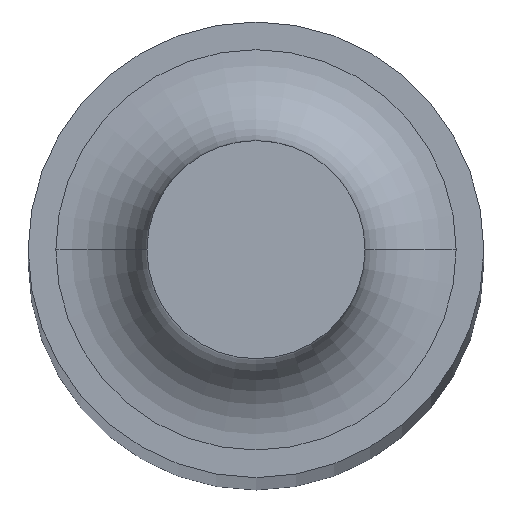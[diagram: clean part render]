
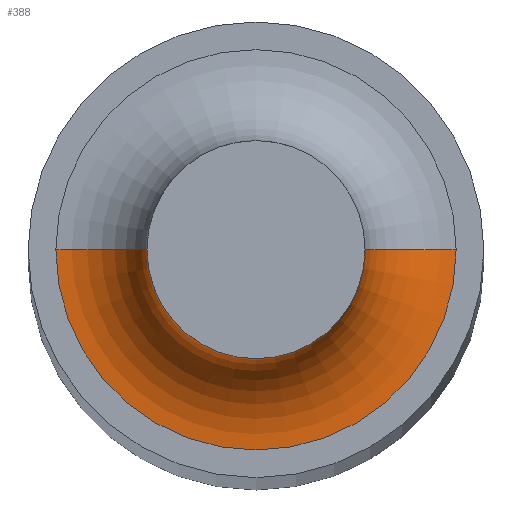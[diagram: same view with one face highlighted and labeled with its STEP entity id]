
A CAD part, top view. The second image highlights one B-rep face of the part: STEP entity #388.
In plain terms, the highlighted toroidal (fillet/blend) face has major radius 1.395 mm and minor radius 0.635 mm.
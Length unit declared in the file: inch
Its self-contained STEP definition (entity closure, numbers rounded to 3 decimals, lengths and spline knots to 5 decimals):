
#13 = CARTESIAN_POINT ( 'NONE',  ( 0., 0., 1.995 ) ) ;
#24 = EDGE_LOOP ( 'NONE', ( #391, #141, #115, #150 ) ) ;
#25 = EDGE_CURVE ( 'NONE', #368, #276, #77, .T. ) ;
#36 = CARTESIAN_POINT ( 'NONE',  ( 0.05491, 0., 1.97 ) ) ;
#54 = FACE_OUTER_BOUND ( 'NONE', #24, .T. ) ;
#57 = TOROIDAL_SURFACE ( 'NONE', #71, 0.05491, 0.025 ) ;
#68 = DIRECTION ( 'NONE',  ( 0., 0., 1. ) ) ;
#71 = AXIS2_PLACEMENT_3D ( 'NONE', #275, #334, #361 ) ;
#77 = CIRCLE ( 'NONE', #166, 0.025 ) ;
#80 = DIRECTION ( 'NONE',  ( 0., 0., -1. ) ) ;
#81 = CIRCLE ( 'NONE', #154, 0.025 ) ;
#83 = DIRECTION ( 'NONE',  ( -1., 0., 0. ) ) ;
#98 = CARTESIAN_POINT ( 'NONE',  ( -0.05491, 0., 1.995 ) ) ;
#115 = ORIENTED_EDGE ( 'NONE', *, *, #299, .T. ) ;
#116 = DIRECTION ( 'NONE',  ( -1., 0., 0. ) ) ;
#140 = CIRCLE ( 'NONE', #270, 0.02991 ) ;
#141 = ORIENTED_EDGE ( 'NONE', *, *, #330, .T. ) ;
#150 = ORIENTED_EDGE ( 'NONE', *, *, #336, .F. ) ;
#154 = AXIS2_PLACEMENT_3D ( 'NONE', #98, #192, #68 ) ;
#166 = AXIS2_PLACEMENT_3D ( 'NONE', #355, #385, #383 ) ;
#168 = CARTESIAN_POINT ( 'NONE',  ( 0.02991, 0., 1.995 ) ) ;
#192 = DIRECTION ( 'NONE',  ( 0., 1., 0. ) ) ;
#269 = VERTEX_POINT ( 'NONE', #288 ) ;
#270 = AXIS2_PLACEMENT_3D ( 'NONE', #13, #392, #83 ) ;
#275 = CARTESIAN_POINT ( 'NONE',  ( 0., 0., 1.995 ) ) ;
#276 = VERTEX_POINT ( 'NONE', #36 ) ;
#286 = AXIS2_PLACEMENT_3D ( 'NONE', #358, #80, #116 ) ;
#288 = CARTESIAN_POINT ( 'NONE',  ( -0.02991, 0., 1.995 ) ) ;
#299 = EDGE_CURVE ( 'NONE', #269, #304, #81, .T. ) ;
#304 = VERTEX_POINT ( 'NONE', #411 ) ;
#330 = EDGE_CURVE ( 'NONE', #368, #269, #140, .T. ) ;
#334 = DIRECTION ( 'NONE',  ( 0., 0., 1. ) ) ;
#336 = EDGE_CURVE ( 'NONE', #276, #304, #360, .T. ) ;
#355 = CARTESIAN_POINT ( 'NONE',  ( 0.05491, 0., 1.995 ) ) ;
#358 = CARTESIAN_POINT ( 'NONE',  ( 0., 0., 1.97 ) ) ;
#360 = CIRCLE ( 'NONE', #286, 0.05491 ) ;
#361 = DIRECTION ( 'NONE',  ( -1., 0., 0. ) ) ;
#368 = VERTEX_POINT ( 'NONE', #168 ) ;
#383 = DIRECTION ( 'NONE',  ( 1., 0., 0. ) ) ;
#385 = DIRECTION ( 'NONE',  ( 0., -1., 0. ) ) ;
#388 = ADVANCED_FACE ( 'NONE', ( #54 ), #57, .F. ) ;
#391 = ORIENTED_EDGE ( 'NONE', *, *, #25, .F. ) ;
#392 = DIRECTION ( 'NONE',  ( 0., 0., -1. ) ) ;
#411 = CARTESIAN_POINT ( 'NONE',  ( -0.05491, 0., 1.97 ) ) ;
